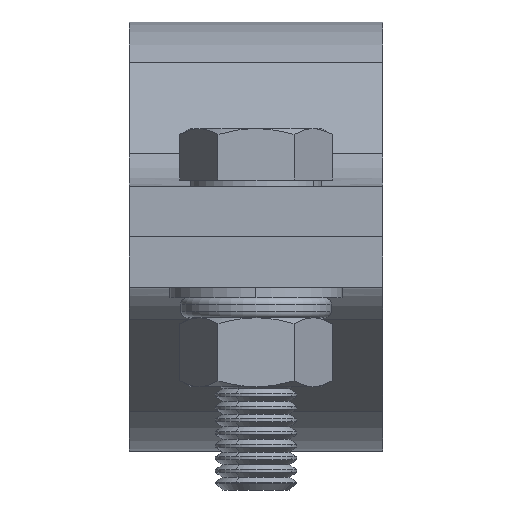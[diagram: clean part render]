
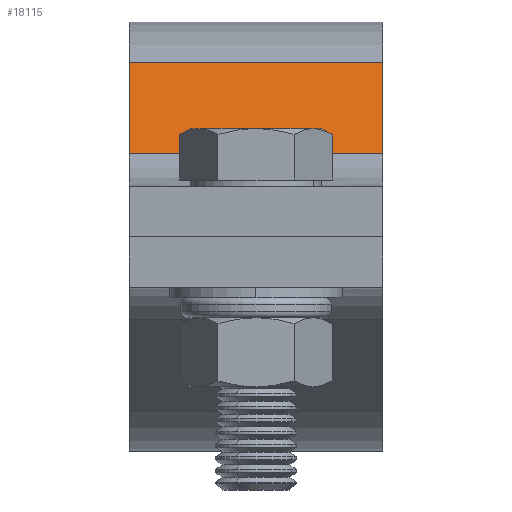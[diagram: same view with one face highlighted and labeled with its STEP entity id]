
A CAD part, left-side view. The second image highlights one B-rep face of the part: STEP entity #18115.
In plain terms, the highlighted face is planar.
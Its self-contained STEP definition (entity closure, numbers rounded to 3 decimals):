
#1615 = DIRECTION ( 'NONE',  ( 0., -1., 0. ) ) ;
#1697 = EDGE_CURVE ( 'NONE', #2947, #1996, #10674, .T. ) ;
#1897 = DIRECTION ( 'NONE',  ( 0.84, 0., -0.542 ) ) ;
#1996 = VERTEX_POINT ( 'NONE', #19682 ) ;
#2239 = EDGE_CURVE ( 'NONE', #8404, #4778, #3963, .T. ) ;
#2592 = ORIENTED_EDGE ( 'NONE', *, *, #9682, .T. ) ;
#2947 = VERTEX_POINT ( 'NONE', #11493 ) ;
#3113 = PLANE ( 'NONE',  #10833 ) ;
#3332 = CARTESIAN_POINT ( 'NONE',  ( 66.478, -12.5, -8.194 ) ) ;
#3543 = VECTOR ( 'NONE', #12267, 1000. ) ;
#3963 = LINE ( 'NONE', #17690, #20257 ) ;
#4694 = DIRECTION ( 'NONE',  ( -0.542, 0., -0.84 ) ) ;
#4778 = VERTEX_POINT ( 'NONE', #3332 ) ;
#5344 = EDGE_CURVE ( 'NONE', #4778, #1996, #6264, .T. ) ;
#6196 = ORIENTED_EDGE ( 'NONE', *, *, #5344, .F. ) ;
#6264 = LINE ( 'NONE', #9790, #11950 ) ;
#7202 = VECTOR ( 'NONE', #7705, 1000. ) ;
#7705 = DIRECTION ( 'NONE',  ( 0., -1., 0. ) ) ;
#8404 = VERTEX_POINT ( 'NONE', #20236 ) ;
#9682 = EDGE_CURVE ( 'NONE', #8404, #2947, #13448, .T. ) ;
#9790 = CARTESIAN_POINT ( 'NONE',  ( 66.478, -12.5, -8.194 ) ) ;
#9959 = ORIENTED_EDGE ( 'NONE', *, *, #2239, .F. ) ;
#10674 = LINE ( 'NONE', #18687, #7202 ) ;
#10833 = AXIS2_PLACEMENT_3D ( 'NONE', #15705, #4694, #14252 ) ;
#11493 = CARTESIAN_POINT ( 'NONE',  ( 80.447, 12.5, -17.206 ) ) ;
#11950 = VECTOR ( 'NONE', #1897, 1000. ) ;
#12267 = DIRECTION ( 'NONE',  ( 0.84, 0., -0.542 ) ) ;
#13335 = ORIENTED_EDGE ( 'NONE', *, *, #1697, .T. ) ;
#13448 = LINE ( 'NONE', #20358, #3543 ) ;
#14252 = DIRECTION ( 'NONE',  ( -0.84, 0., 0.542 ) ) ;
#15705 = CARTESIAN_POINT ( 'NONE',  ( 66.478, 12.5, -8.194 ) ) ;
#17690 = CARTESIAN_POINT ( 'NONE',  ( 66.478, 12.5, -8.194 ) ) ;
#18115 = ADVANCED_FACE ( 'NONE', ( #19071 ), #3113, .T. ) ;
#18687 = CARTESIAN_POINT ( 'NONE',  ( 80.447, 12.5, -17.206 ) ) ;
#19071 = FACE_OUTER_BOUND ( 'NONE', #19769, .T. ) ;
#19682 = CARTESIAN_POINT ( 'NONE',  ( 80.447, -12.5, -17.206 ) ) ;
#19769 = EDGE_LOOP ( 'NONE', ( #6196, #9959, #2592, #13335 ) ) ;
#20236 = CARTESIAN_POINT ( 'NONE',  ( 66.478, 12.5, -8.194 ) ) ;
#20257 = VECTOR ( 'NONE', #1615, 1000. ) ;
#20358 = CARTESIAN_POINT ( 'NONE',  ( 66.478, 12.5, -8.194 ) ) ;
